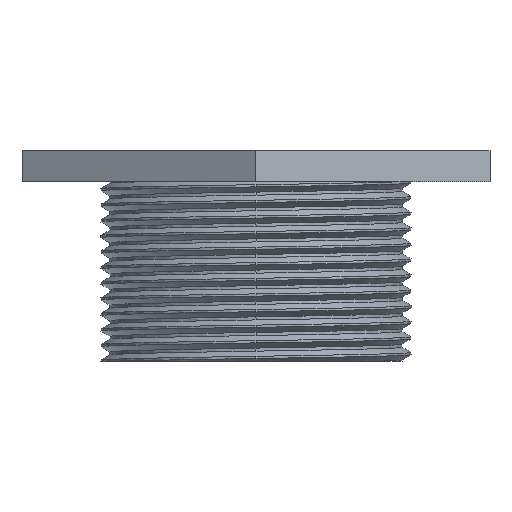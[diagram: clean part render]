
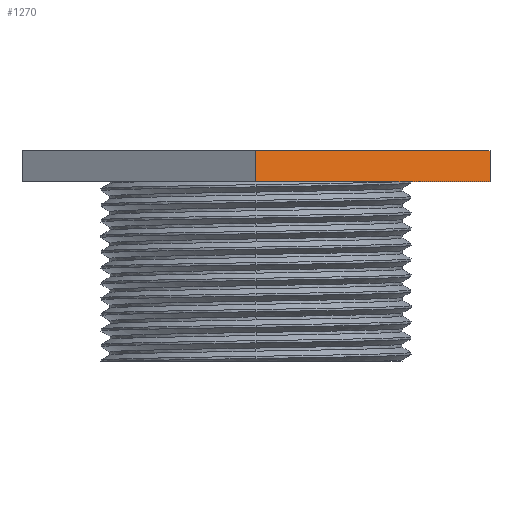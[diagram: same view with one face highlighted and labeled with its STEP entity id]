
A CAD part, left-side view. The second image highlights one B-rep face of the part: STEP entity #1270.
In plain terms, the highlighted planar face has unit normal (-0.866, -0.5, 0).
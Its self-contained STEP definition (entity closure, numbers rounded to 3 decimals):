
#27=PLANE('',#1356);
#109=FACE_OUTER_BOUND('',#181,.T.);
#181=EDGE_LOOP('',(#1133,#1134,#1135,#1136));
#359=LINE('',#8129,#420);
#375=LINE('',#8383,#436);
#376=LINE('',#8386,#437);
#377=LINE('',#8387,#438);
#420=VECTOR('',#1515,10.);
#436=VECTOR('',#1551,10.);
#437=VECTOR('',#1554,10.);
#438=VECTOR('',#1555,10.);
#558=VERTEX_POINT('',#8126);
#559=VERTEX_POINT('',#8128);
#569=VERTEX_POINT('',#8381);
#570=VERTEX_POINT('',#8385);
#735=EDGE_CURVE('',#558,#559,#359,.T.);
#761=EDGE_CURVE('',#569,#559,#375,.T.);
#762=EDGE_CURVE('',#570,#569,#376,.T.);
#763=EDGE_CURVE('',#570,#558,#377,.T.);
#1133=ORIENTED_EDGE('',*,*,#762,.T.);
#1134=ORIENTED_EDGE('',*,*,#761,.T.);
#1135=ORIENTED_EDGE('',*,*,#735,.F.);
#1136=ORIENTED_EDGE('',*,*,#763,.F.);
#1270=ADVANCED_FACE('',(#109),#27,.T.);
#1356=AXIS2_PLACEMENT_3D('',#8384,#1552,#1553);
#1515=DIRECTION('',(0.5,-0.866,0.));
#1551=DIRECTION('',(0.,0.,1.));
#1552=DIRECTION('center_axis',(-0.866,-0.5,0.));
#1553=DIRECTION('ref_axis',(0.5,-0.866,0.));
#1554=DIRECTION('',(0.5,-0.866,0.));
#1555=DIRECTION('',(0.,0.,1.));
#8126=CARTESIAN_POINT('',(17.679,0.,13.5));
#8128=CARTESIAN_POINT('',(26.34,-15.,13.5));
#8129=CARTESIAN_POINT('',(17.679,0.,13.5));
#8381=CARTESIAN_POINT('',(26.34,-15.,11.5));
#8383=CARTESIAN_POINT('',(26.34,-15.,11.5));
#8384=CARTESIAN_POINT('Origin',(17.679,0.,11.5));
#8385=CARTESIAN_POINT('',(17.679,0.,11.5));
#8386=CARTESIAN_POINT('',(17.679,0.,11.5));
#8387=CARTESIAN_POINT('',(17.679,0.,11.5));
